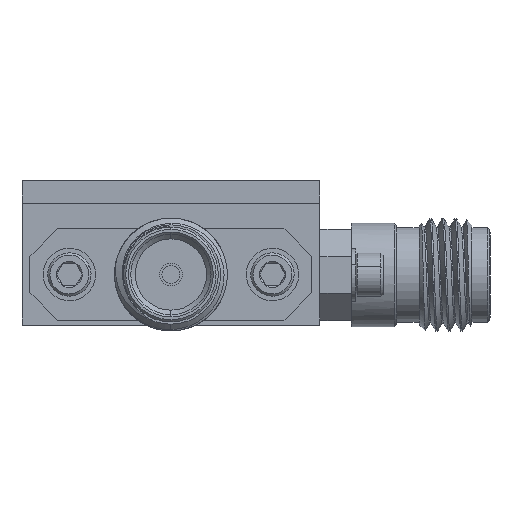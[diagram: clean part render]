
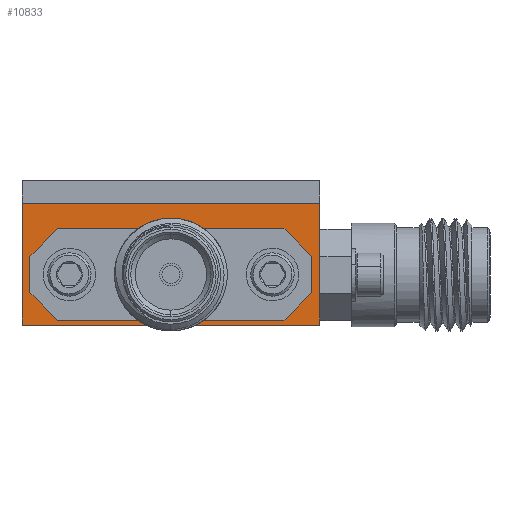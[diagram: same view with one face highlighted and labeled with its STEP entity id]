
A CAD part, left-side view. The second image highlights one B-rep face of the part: STEP entity #10833.
In plain terms, the highlighted planar face has unit normal (-1, 0, 0).
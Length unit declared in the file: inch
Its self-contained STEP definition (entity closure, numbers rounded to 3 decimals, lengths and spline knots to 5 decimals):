
#612 = LINE ( 'NONE', #35925, #40824 ) ;
#835 = CARTESIAN_POINT ( 'NONE',  ( -0.48, 0.33, -0.135 ) ) ;
#1401 = EDGE_LOOP ( 'NONE', ( #44277, #33703, #22952, #12940 ) ) ;
#3326 = VERTEX_POINT ( 'NONE', #34689 ) ;
#10833 = ADVANCED_FACE ( 'NONE', ( #30336 ), #19789, .T. ) ;
#12744 = LINE ( 'NONE', #30701, #13483 ) ;
#12890 = EDGE_CURVE ( 'NONE', #16037, #29609, #17875, .T. ) ;
#12916 = VECTOR ( 'NONE', #42977, 39.37008 ) ;
#12940 = ORIENTED_EDGE ( 'NONE', *, *, #30107, .F. ) ;
#13483 = VECTOR ( 'NONE', #16051, 39.37008 ) ;
#14064 = DIRECTION ( 'NONE',  ( 0., 0., -1. ) ) ;
#16037 = VERTEX_POINT ( 'NONE', #35027 ) ;
#16051 = DIRECTION ( 'NONE',  ( 0., -1., 0. ) ) ;
#17118 = AXIS2_PLACEMENT_3D ( 'NONE', #20004, #41477, #37527 ) ;
#17875 = LINE ( 'NONE', #21319, #12916 ) ;
#18298 = LINE ( 'NONE', #42524, #39029 ) ;
#19789 = PLANE ( 'NONE',  #17118 ) ;
#20004 = CARTESIAN_POINT ( 'NONE',  ( -0.48, 0.33, 0.28154 ) ) ;
#20077 = CARTESIAN_POINT ( 'NONE',  ( -0.48, -0.33, -0.135 ) ) ;
#21319 = CARTESIAN_POINT ( 'NONE',  ( -0.48, 0.33, 0.28154 ) ) ;
#22952 = ORIENTED_EDGE ( 'NONE', *, *, #38018, .F. ) ;
#29609 = VERTEX_POINT ( 'NONE', #835 ) ;
#30107 = EDGE_CURVE ( 'NONE', #16037, #3326, #12744, .T. ) ;
#30336 = FACE_OUTER_BOUND ( 'NONE', #1401, .T. ) ;
#30701 = CARTESIAN_POINT ( 'NONE',  ( -0.48, -0.33, 0.135 ) ) ;
#33703 = ORIENTED_EDGE ( 'NONE', *, *, #33798, .T. ) ;
#33798 = EDGE_CURVE ( 'NONE', #29609, #39225, #18298, .T. ) ;
#34689 = CARTESIAN_POINT ( 'NONE',  ( -0.48, -0.33, 0.135 ) ) ;
#35027 = CARTESIAN_POINT ( 'NONE',  ( -0.48, 0.33, 0.135 ) ) ;
#35925 = CARTESIAN_POINT ( 'NONE',  ( -0.48, -0.33, 0.28154 ) ) ;
#36222 = DIRECTION ( 'NONE',  ( 0., -1., 0. ) ) ;
#37527 = DIRECTION ( 'NONE',  ( 0., 0., 1. ) ) ;
#38018 = EDGE_CURVE ( 'NONE', #3326, #39225, #612, .T. ) ;
#39029 = VECTOR ( 'NONE', #36222, 39.37008 ) ;
#39225 = VERTEX_POINT ( 'NONE', #20077 ) ;
#40824 = VECTOR ( 'NONE', #14064, 39.37008 ) ;
#41477 = DIRECTION ( 'NONE',  ( -1., 0., 0. ) ) ;
#42524 = CARTESIAN_POINT ( 'NONE',  ( -0.48, 0.33, -0.135 ) ) ;
#42977 = DIRECTION ( 'NONE',  ( 0., 0., -1. ) ) ;
#44277 = ORIENTED_EDGE ( 'NONE', *, *, #12890, .T. ) ;
